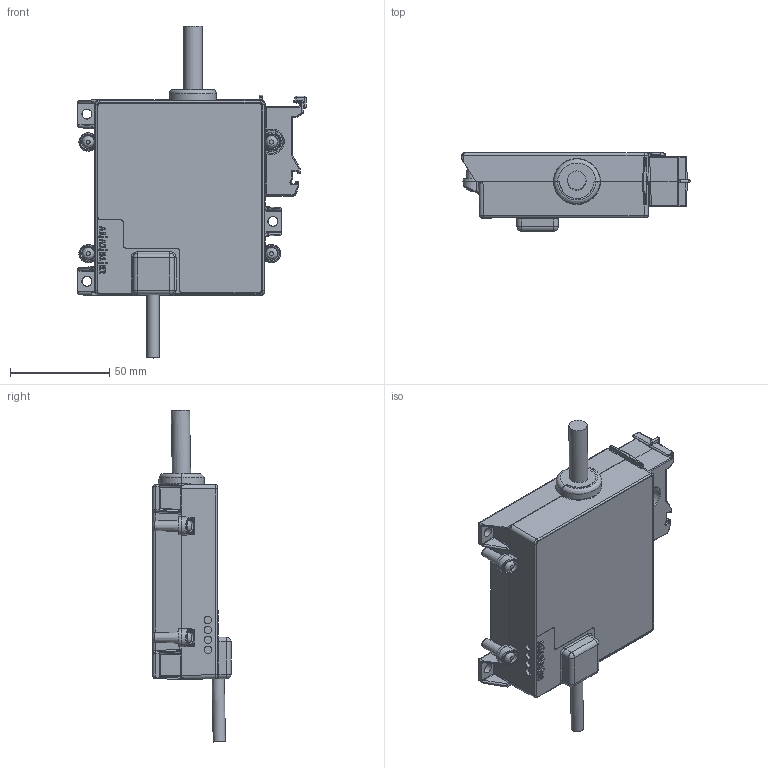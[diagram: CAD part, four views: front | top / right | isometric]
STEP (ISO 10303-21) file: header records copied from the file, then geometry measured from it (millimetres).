
FILE_DESCRIPTION(/* description */ (''),/* implementation_level */ '2;1');
FILE_NAME(/* name */ 'Verisafe Isolation Module Parasolid_x_t.stp',/* time_stamp */ '2017-02-15T10:43:22-05:00',/* author */ (''),/* organization */ (''),/* preprocessor_version */ 'ST-DEVELOPER v15',/* originating_system */ 'SIEMENS PLM Software NX 8.5',/* authorisation */ '');
FILE_SCHEMA (('CONFIG_CONTROL_DESIGN'));
Length unit declared in the file: millimetre
Products named in the file (1): Verisafe Isolation Module Parasolid_x_t
Bounding box: 114.8 x 39.25 x 166.89 mm (x, y, z)
Volume: 292207 mm3; surface area: 45343.8 mm2
Topology: 1 solids, 12 shells, 1069 faces, 2670 edges, 1573 vertices
Faces by surface type: bspline 376, cylinder 335, plane 277, sphere 40, cone 28, torus 11, extrusion 2
Full cylindrical faces by diameter (mm): 6.008 x1, 6.02 x1, 6.068 x1, 6.082 x1, 6.155 x1, 9.244 x1, 17.251 x1
Entity records: 40651 total; most frequent: CARTESIAN_POINT 18056, ORIENTED_EDGE 5098, DIRECTION 4113, EDGE_CURVE 2549, AXIS2_PLACEMENT_3D 1629, VERTEX_POINT 1553, EDGE_LOOP 1132, ADVANCED_FACE 1069
